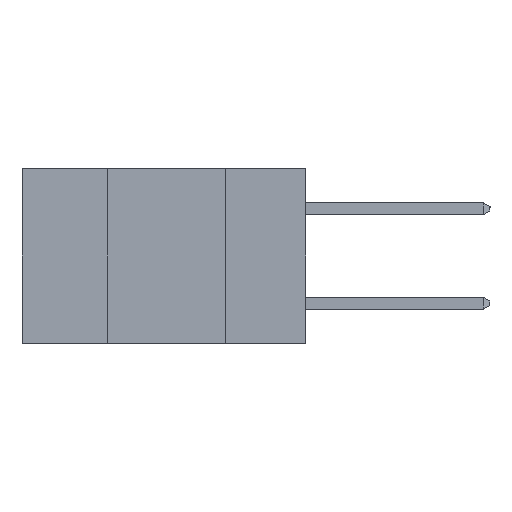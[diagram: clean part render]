
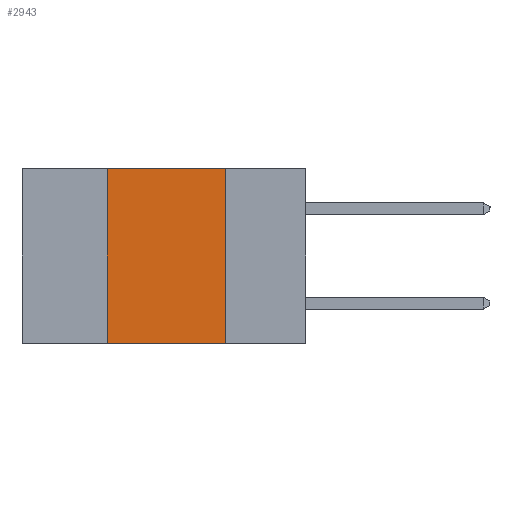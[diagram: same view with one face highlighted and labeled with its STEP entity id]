
A CAD part, left-side view. The second image highlights one B-rep face of the part: STEP entity #2943.
In plain terms, the highlighted planar face has unit normal (-1, 0, 0).
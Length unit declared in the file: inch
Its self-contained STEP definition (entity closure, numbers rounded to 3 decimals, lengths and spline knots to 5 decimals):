
#130 = VECTOR ( 'NONE', #8752, 39.37008 ) ;
#949 = DIRECTION ( 'NONE',  ( 0., 0., -1. ) ) ;
#1316 = LINE ( 'NONE', #16626, #16673 ) ;
#1487 = CARTESIAN_POINT ( 'NONE',  ( 0., 0.17, 0. ) ) ;
#2943 = ADVANCED_FACE ( 'NONE', ( #12562 ), #4196, .F. ) ;
#3028 = VERTEX_POINT ( 'NONE', #1487 ) ;
#3188 = EDGE_LOOP ( 'NONE', ( #3665, #6989, #6880, #11958 ) ) ;
#3240 = EDGE_CURVE ( 'NONE', #16743, #3028, #17263, .T. ) ;
#3665 = ORIENTED_EDGE ( 'NONE', *, *, #4591, .F. ) ;
#3728 = EDGE_CURVE ( 'NONE', #15327, #19852, #13535, .T. ) ;
#4196 = PLANE ( 'NONE',  #20697 ) ;
#4591 = EDGE_CURVE ( 'NONE', #3028, #19852, #10983, .T. ) ;
#4892 = DIRECTION ( 'NONE',  ( 0., 0., 1. ) ) ;
#6880 = ORIENTED_EDGE ( 'NONE', *, *, #11704, .F. ) ;
#6989 = ORIENTED_EDGE ( 'NONE', *, *, #3240, .F. ) ;
#7793 = CARTESIAN_POINT ( 'NONE',  ( 0., 0.42, 0. ) ) ;
#8752 = DIRECTION ( 'NONE',  ( 0., -1., 0. ) ) ;
#10001 = VECTOR ( 'NONE', #19142, 39.37008 ) ;
#10778 = VECTOR ( 'NONE', #21602, 39.37008 ) ;
#10983 = LINE ( 'NONE', #16352, #10778 ) ;
#11101 = CARTESIAN_POINT ( 'NONE',  ( 0., 0.17, -0.37 ) ) ;
#11704 = EDGE_CURVE ( 'NONE', #15327, #16743, #1316, .T. ) ;
#11958 = ORIENTED_EDGE ( 'NONE', *, *, #3728, .T. ) ;
#12207 = CARTESIAN_POINT ( 'NONE',  ( 0., 0.6, 0. ) ) ;
#12303 = CARTESIAN_POINT ( 'NONE',  ( 0., 0.6, -0.37 ) ) ;
#12562 = FACE_OUTER_BOUND ( 'NONE', #3188, .T. ) ;
#13535 = LINE ( 'NONE', #12303, #10001 ) ;
#14464 = CARTESIAN_POINT ( 'NONE',  ( 0., 0.6, 0. ) ) ;
#15327 = VERTEX_POINT ( 'NONE', #18158 ) ;
#16352 = CARTESIAN_POINT ( 'NONE',  ( 0., 0.17, -0.37 ) ) ;
#16626 = CARTESIAN_POINT ( 'NONE',  ( 0., 0.42, -0.37 ) ) ;
#16673 = VECTOR ( 'NONE', #4892, 39.37008 ) ;
#16743 = VERTEX_POINT ( 'NONE', #7793 ) ;
#17263 = LINE ( 'NONE', #12207, #130 ) ;
#18158 = CARTESIAN_POINT ( 'NONE',  ( 0., 0.42, -0.37 ) ) ;
#19142 = DIRECTION ( 'NONE',  ( 0., -1., 0. ) ) ;
#19852 = VERTEX_POINT ( 'NONE', #11101 ) ;
#20697 = AXIS2_PLACEMENT_3D ( 'NONE', #14464, #21291, #949 ) ;
#21291 = DIRECTION ( 'NONE',  ( 1., 0., 0. ) ) ;
#21602 = DIRECTION ( 'NONE',  ( 0., 0., -1. ) ) ;
